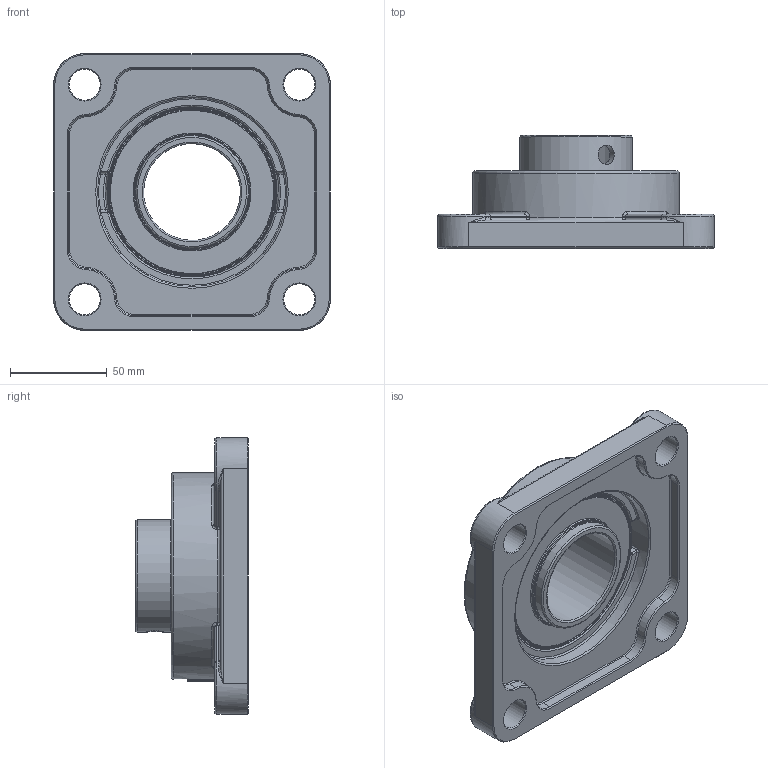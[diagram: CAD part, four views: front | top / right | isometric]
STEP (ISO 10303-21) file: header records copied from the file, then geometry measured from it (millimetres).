
FILE_DESCRIPTION(/* description */ (''),/* implementation_level */ '2;1');
FILE_NAME(/* name */ 'SF+SUC-210.stp',/* time_stamp */ '2023-07-21T20:30:28+03:00',/* author */ ('11700K'),/* organization */ (''),/* preprocessor_version */ 'ST-DEVELOPER v18.1',/* originating_system */ 'Autodesk Inventor 2021',/* authorisation */ '');
FILE_SCHEMA (('AUTOMOTIVE_DESIGN { 1 0 10303 214 3 1 1 }'));
Length unit declared in the file: millimetre
Products named in the file (3): Assembly57; SF-210_A; SUC-210
Assembly tree (2 placements, depth 2):
  Assembly57
    SF-210_A
    SUC-210
Bounding box: 143 x 58.34 x 143 mm (x, y, z)
Volume: 332155 mm3; surface area: 86583.8 mm2
Topology: 2 solids, 2 shells, 283 faces, 662 edges, 384 vertices
Faces by surface type: cylinder 83, plane 62, cone 46, torus 45, bspline 39, sphere 8
Full cylindrical faces by diameter (mm): 6 x1, 10 x2, 16 x4, 50 x1, 58 x2, 60 x2, 85 x2, 86 x2, 97 x1, 98 x1, 107 x1
Entity records: 9762 total; most frequent: CARTESIAN_POINT 3204, DIRECTION 1409, ORIENTED_EDGE 1308, EDGE_CURVE 654, AXIS2_PLACEMENT_3D 590, VERTEX_POINT 384, CIRCLE 341, EDGE_LOOP 310
